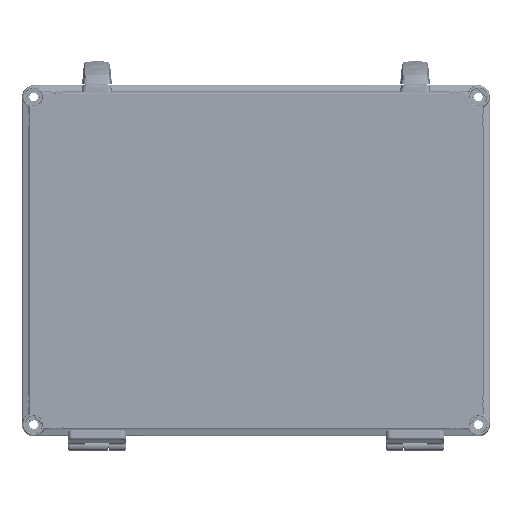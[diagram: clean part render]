
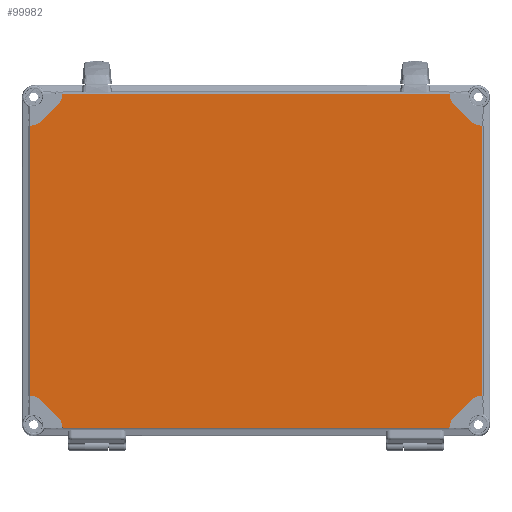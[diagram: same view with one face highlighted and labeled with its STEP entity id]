
A CAD part, top view. The second image highlights one B-rep face of the part: STEP entity #99982.
In plain terms, the highlighted planar face has unit normal (0, 0, 1).
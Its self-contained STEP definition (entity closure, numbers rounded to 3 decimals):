
#85824=CARTESIAN_POINT('',(-179.346,-143.3,30.));
#85825=DIRECTION('',(0.,0.,1.));
#85826=DIRECTION('',(0.999,0.032,0.));
#85827=AXIS2_PLACEMENT_3D('',#85824,#85825,#85826);
#85832=DIRECTION('',(-0.707,0.707,0.));
#85833=VECTOR('',#85832,19.734);
#85834=CARTESIAN_POINT('',(-169.447,-133.401,30.));
#85835=LINE('',#85834,#85833);
#85839=CARTESIAN_POINT('',(-193.3,-129.346,30.));
#85840=DIRECTION('',(0.,0.,1.));
#85841=DIRECTION('',(0.707,0.707,0.));
#85842=AXIS2_PLACEMENT_3D('',#85839,#85840,#85841);
#85847=CARTESIAN_POINT('',(-193.3,129.346,30.));
#85848=DIRECTION('',(0.,0.,1.));
#85849=DIRECTION('',(0.032,-0.999,0.));
#85850=AXIS2_PLACEMENT_3D('',#85847,#85848,#85849);
#85855=DIRECTION('',(0.707,0.707,0.));
#85856=VECTOR('',#85855,19.734);
#85857=CARTESIAN_POINT('',(-183.401,119.447,30.));
#85858=LINE('',#85857,#85856);
#85862=CARTESIAN_POINT('',(-179.346,143.3,30.));
#85863=DIRECTION('',(0.,0.,1.));
#85864=DIRECTION('',(0.707,-0.707,0.));
#85865=AXIS2_PLACEMENT_3D('',#85862,#85863,#85864);
#85870=DIRECTION('',(1.,0.,0.));
#85871=VECTOR('',#85870,330.707);
#85872=CARTESIAN_POINT('',(-165.353,142.851,30.));
#85873=LINE('',#85872,#85871);
#85877=CARTESIAN_POINT('',(179.346,143.3,30.));
#85878=DIRECTION('',(0.,0.,1.));
#85879=DIRECTION('',(-0.999,-0.032,0.));
#85880=AXIS2_PLACEMENT_3D('',#85877,#85878,#85879);
#85885=DIRECTION('',(0.707,-0.707,0.));
#85886=VECTOR('',#85885,19.734);
#85887=CARTESIAN_POINT('',(169.447,133.401,30.));
#85888=LINE('',#85887,#85886);
#85892=CARTESIAN_POINT('',(193.3,129.346,30.));
#85893=DIRECTION('',(0.,0.,1.));
#85894=DIRECTION('',(-0.707,-0.707,0.));
#85895=AXIS2_PLACEMENT_3D('',#85892,#85893,#85894);
#85900=CARTESIAN_POINT('',(193.3,-129.346,30.));
#85901=DIRECTION('',(0.,0.,1.));
#85902=DIRECTION('',(-0.032,0.999,0.));
#85903=AXIS2_PLACEMENT_3D('',#85900,#85901,#85902);
#85908=DIRECTION('',(-0.707,-0.707,0.));
#85909=VECTOR('',#85908,19.734);
#85910=CARTESIAN_POINT('',(183.401,-119.447,30.));
#85911=LINE('',#85910,#85909);
#85915=CARTESIAN_POINT('',(179.346,-143.3,30.));
#85916=DIRECTION('',(0.,0.,1.));
#85917=DIRECTION('',(-0.707,0.707,0.));
#85918=AXIS2_PLACEMENT_3D('',#85915,#85916,#85917);
#89244=DIRECTION('',(1.,0.,0.));
#89245=VECTOR('',#89244,330.707);
#89246=CARTESIAN_POINT('',(-165.353,-142.851,30.));
#89247=LINE('',#89246,#89245);
#89251=CARTESIAN_POINT('',(165.353,-142.851,30.));
#89282=CARTESIAN_POINT('',(-165.353,-142.851,30.));
#89308=DIRECTION('',(0.,1.,0.));
#89309=VECTOR('',#89308,230.707);
#89310=CARTESIAN_POINT('',(192.851,-115.353,30.));
#89311=LINE('',#89310,#89309);
#89379=CARTESIAN_POINT('',(-165.353,142.851,30.));
#89417=CARTESIAN_POINT('',(165.353,142.851,30.));
#89443=DIRECTION('',(0.,-1.,0.));
#89444=VECTOR('',#89443,230.707);
#89445=CARTESIAN_POINT('',(-192.851,115.353,30.));
#89446=LINE('',#89445,#89444);
#96364=CARTESIAN_POINT('',(169.447,133.401,30.));
#96365=CARTESIAN_POINT('',(183.401,119.447,30.));
#96366=VERTEX_POINT('',#96364);
#96367=VERTEX_POINT('',#96365);
#96384=CARTESIAN_POINT('',(-183.401,119.447,30.));
#96385=CARTESIAN_POINT('',(-169.447,133.401,30.));
#96386=VERTEX_POINT('',#96384);
#96387=VERTEX_POINT('',#96385);
#96400=CARTESIAN_POINT('',(183.401,-119.447,30.));
#96401=CARTESIAN_POINT('',(169.447,-133.401,30.));
#96402=VERTEX_POINT('',#96400);
#96403=VERTEX_POINT('',#96401);
#96412=CARTESIAN_POINT('',(-169.447,-133.401,30.));
#96413=CARTESIAN_POINT('',(-183.401,-119.447,30.));
#96414=VERTEX_POINT('',#96412);
#96415=VERTEX_POINT('',#96413);
#96722=VERTEX_POINT('',#89417);
#96734=CARTESIAN_POINT('',(192.851,-115.353,30.));
#96735=CARTESIAN_POINT('',(192.851,115.353,30.));
#96736=VERTEX_POINT('',#96734);
#96737=VERTEX_POINT('',#96735);
#96745=VERTEX_POINT('',#89379);
#96790=CARTESIAN_POINT('',(-192.851,115.353,30.));
#96791=CARTESIAN_POINT('',(-192.851,-115.353,30.));
#96792=VERTEX_POINT('',#96790);
#96793=VERTEX_POINT('',#96791);
#96846=VERTEX_POINT('',#89282);
#96847=VERTEX_POINT('',#89251);
#99943=CARTESIAN_POINT('',(0.,0.,30.));
#99944=DIRECTION('',(0.,0.,1.));
#99945=DIRECTION('',(1.,0.,0.));
#99946=AXIS2_PLACEMENT_3D('',#99943,#99944,#99945);
#99947=PLANE('',#99946);
#99949=ORIENTED_EDGE('',*,*,#99948,.F.);
#99951=ORIENTED_EDGE('',*,*,#99950,.T.);
#99953=ORIENTED_EDGE('',*,*,#99952,.T.);
#99955=ORIENTED_EDGE('',*,*,#99954,.T.);
#99957=ORIENTED_EDGE('',*,*,#99956,.F.);
#99959=ORIENTED_EDGE('',*,*,#99958,.T.);
#99961=ORIENTED_EDGE('',*,*,#99960,.T.);
#99963=ORIENTED_EDGE('',*,*,#99962,.T.);
#99965=ORIENTED_EDGE('',*,*,#99964,.T.);
#99967=ORIENTED_EDGE('',*,*,#99966,.T.);
#99969=ORIENTED_EDGE('',*,*,#99968,.T.);
#99971=ORIENTED_EDGE('',*,*,#99970,.T.);
#99973=ORIENTED_EDGE('',*,*,#99972,.F.);
#99975=ORIENTED_EDGE('',*,*,#99974,.T.);
#99977=ORIENTED_EDGE('',*,*,#99976,.T.);
#99979=ORIENTED_EDGE('',*,*,#99978,.T.);
#99980=EDGE_LOOP('',(#99949,#99951,#99953,#99955,#99957,#99959,#99961,#99963,
#99965,#99967,#99969,#99971,#99973,#99975,#99977,#99979));
#99981=FACE_OUTER_BOUND('',#99980,.F.);
#99982=ADVANCED_FACE('',(#99981),#99947,.T.);
#85828=CIRCLE('',#85827,14.);
#85843=CIRCLE('',#85842,14.);
#85851=CIRCLE('',#85850,14.);
#85866=CIRCLE('',#85865,14.);
#85881=CIRCLE('',#85880,14.);
#85896=CIRCLE('',#85895,14.);
#85904=CIRCLE('',#85903,14.);
#85919=CIRCLE('',#85918,14.);
#99948=EDGE_CURVE('',#96846,#96847,#89247,.T.);
#99950=EDGE_CURVE('',#96846,#96414,#85828,.T.);
#99952=EDGE_CURVE('',#96414,#96415,#85835,.T.);
#99954=EDGE_CURVE('',#96415,#96793,#85843,.T.);
#99956=EDGE_CURVE('',#96792,#96793,#89446,.T.);
#99958=EDGE_CURVE('',#96792,#96386,#85851,.T.);
#99960=EDGE_CURVE('',#96386,#96387,#85858,.T.);
#99962=EDGE_CURVE('',#96387,#96745,#85866,.T.);
#99964=EDGE_CURVE('',#96745,#96722,#85873,.T.);
#99966=EDGE_CURVE('',#96722,#96366,#85881,.T.);
#99968=EDGE_CURVE('',#96366,#96367,#85888,.T.);
#99970=EDGE_CURVE('',#96367,#96737,#85896,.T.);
#99972=EDGE_CURVE('',#96736,#96737,#89311,.T.);
#99974=EDGE_CURVE('',#96736,#96402,#85904,.T.);
#99976=EDGE_CURVE('',#96402,#96403,#85911,.T.);
#99978=EDGE_CURVE('',#96403,#96847,#85919,.T.);
